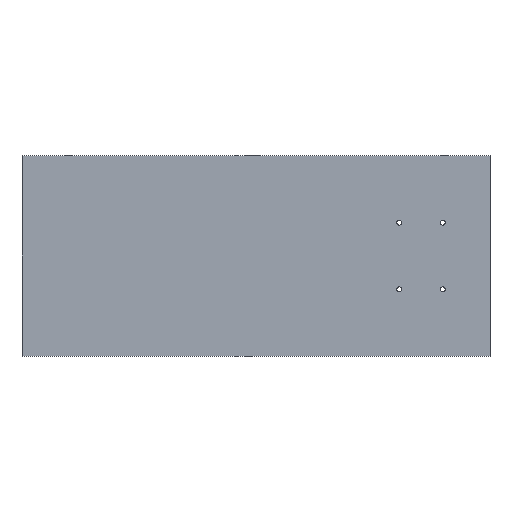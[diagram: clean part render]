
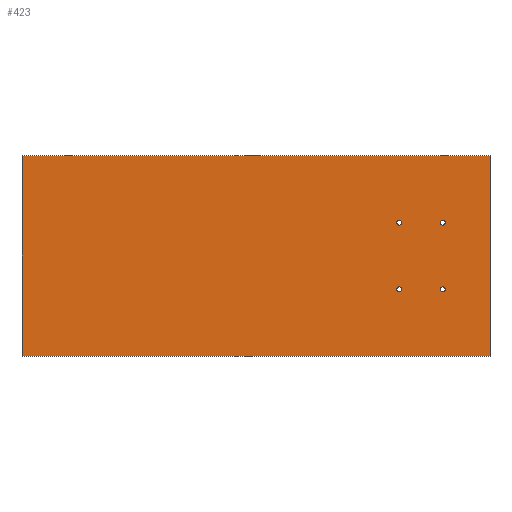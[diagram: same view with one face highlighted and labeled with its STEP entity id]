
A CAD part, front view. The second image highlights one B-rep face of the part: STEP entity #423.
In plain terms, the highlighted planar face has unit normal (0, -1, 0).
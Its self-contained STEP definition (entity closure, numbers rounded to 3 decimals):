
#28=FACE_BOUND('',#116,.T.);
#29=FACE_BOUND('',#117,.T.);
#30=FACE_BOUND('',#118,.T.);
#31=FACE_BOUND('',#119,.T.);
#46=PLANE('',#491);
#74=FACE_OUTER_BOUND('',#115,.T.);
#115=EDGE_LOOP('',(#375,#376,#377,#378));
#116=EDGE_LOOP('',(#379));
#117=EDGE_LOOP('',(#380));
#118=EDGE_LOOP('',(#381));
#119=EDGE_LOOP('',(#382));
#133=LINE('',#718,#158);
#137=LINE('',#726,#162);
#140=LINE('',#732,#165);
#144=LINE('',#739,#169);
#158=VECTOR('',#605,10.);
#162=VECTOR('',#611,10.);
#165=VECTOR('',#616,10.);
#169=VECTOR('',#624,10.);
#170=CIRCLE('',#439,0.812);
#172=CIRCLE('',#442,0.812);
#174=CIRCLE('',#445,0.812);
#176=CIRCLE('',#448,0.812);
#196=VERTEX_POINT('',#629);
#198=VERTEX_POINT('',#635);
#200=VERTEX_POINT('',#641);
#202=VERTEX_POINT('',#647);
#222=VERTEX_POINT('',#716);
#223=VERTEX_POINT('',#717);
#226=VERTEX_POINT('',#725);
#228=VERTEX_POINT('',#731);
#230=EDGE_CURVE('',#196,#196,#170,.T.);
#233=EDGE_CURVE('',#198,#198,#172,.T.);
#236=EDGE_CURVE('',#200,#200,#174,.T.);
#239=EDGE_CURVE('',#202,#202,#176,.T.);
#269=EDGE_CURVE('',#222,#223,#133,.F.);
#273=EDGE_CURVE('',#223,#226,#137,.T.);
#276=EDGE_CURVE('',#228,#226,#140,.T.);
#280=EDGE_CURVE('',#222,#228,#144,.T.);
#375=ORIENTED_EDGE('',*,*,#280,.T.);
#376=ORIENTED_EDGE('',*,*,#276,.T.);
#377=ORIENTED_EDGE('',*,*,#273,.F.);
#378=ORIENTED_EDGE('',*,*,#269,.F.);
#379=ORIENTED_EDGE('',*,*,#230,.T.);
#380=ORIENTED_EDGE('',*,*,#233,.T.);
#381=ORIENTED_EDGE('',*,*,#236,.T.);
#382=ORIENTED_EDGE('',*,*,#239,.T.);
#423=ADVANCED_FACE('',(#74,#28,#29,#30,#31),#46,.T.);
#439=AXIS2_PLACEMENT_3D('',#630,#496,#497);
#442=AXIS2_PLACEMENT_3D('',#636,#503,#504);
#445=AXIS2_PLACEMENT_3D('',#642,#510,#511);
#448=AXIS2_PLACEMENT_3D('',#648,#517,#518);
#491=AXIS2_PLACEMENT_3D('',#740,#625,#626);
#496=DIRECTION('center_axis',(0.,1.,0.));
#497=DIRECTION('ref_axis',(1.,0.,0.));
#503=DIRECTION('center_axis',(0.,1.,0.));
#504=DIRECTION('ref_axis',(1.,0.,0.));
#510=DIRECTION('center_axis',(0.,1.,0.));
#511=DIRECTION('ref_axis',(1.,0.,0.));
#517=DIRECTION('center_axis',(0.,1.,0.));
#518=DIRECTION('ref_axis',(1.,0.,0.));
#605=DIRECTION('',(0.,0.,-1.));
#611=DIRECTION('',(1.,0.,0.));
#616=DIRECTION('',(0.,0.,1.));
#624=DIRECTION('',(1.,0.,0.));
#625=DIRECTION('center_axis',(0.,-1.,0.));
#626=DIRECTION('ref_axis',(1.,0.,0.));
#629=CARTESIAN_POINT('',(45.653,125.,353.32));
#630=CARTESIAN_POINT('Origin',(46.464,125.,353.32));
#635=CARTESIAN_POINT('',(45.653,125.,331.68));
#636=CARTESIAN_POINT('Origin',(46.464,125.,331.68));
#641=CARTESIAN_POINT('',(59.724,125.,353.32));
#642=CARTESIAN_POINT('Origin',(60.536,125.,353.32));
#647=CARTESIAN_POINT('',(59.724,125.,331.68));
#648=CARTESIAN_POINT('Origin',(60.536,125.,331.68));
#716=CARTESIAN_POINT('',(-75.85,125.,310.));
#717=CARTESIAN_POINT('',(-75.85,125.,375.));
#718=CARTESIAN_POINT('',(-75.85,125.,310.));
#725=CARTESIAN_POINT('',(75.85,125.,375.));
#726=CARTESIAN_POINT('',(75.9,125.,375.));
#731=CARTESIAN_POINT('',(75.85,125.,310.));
#732=CARTESIAN_POINT('',(75.85,125.,310.));
#739=CARTESIAN_POINT('',(75.9,125.,310.));
#740=CARTESIAN_POINT('Origin',(-75.9,125.,310.));
